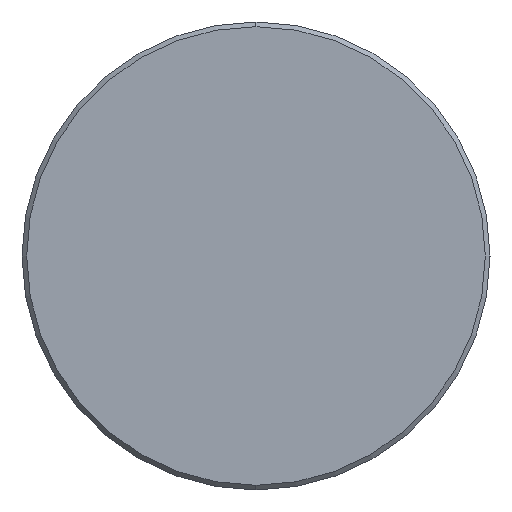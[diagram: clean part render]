
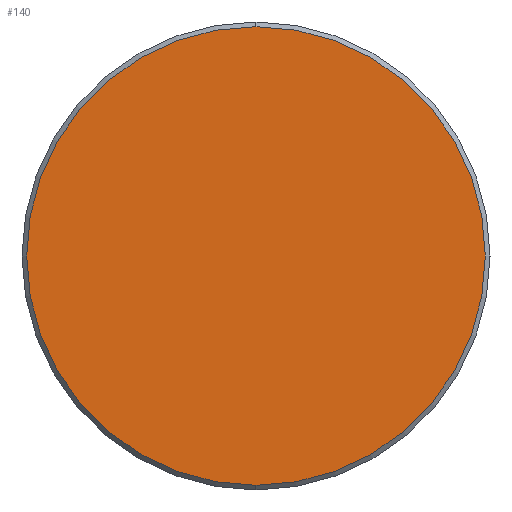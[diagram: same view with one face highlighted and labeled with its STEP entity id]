
A CAD part, left-side view. The second image highlights one B-rep face of the part: STEP entity #140.
In plain terms, the highlighted planar face has unit normal (-1, 0, 0).
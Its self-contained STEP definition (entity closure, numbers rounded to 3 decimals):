
#16 = ORIENTED_EDGE ( 'NONE', *, *, #203, .T. ) ;
#37 = DIRECTION ( 'NONE',  ( -1., 0., 0. ) ) ;
#65 = CARTESIAN_POINT ( 'NONE',  ( 0., 14.7, 0. ) ) ;
#96 = EDGE_LOOP ( 'NONE', ( #250, #16 ) ) ;
#111 = DIRECTION ( 'NONE',  ( 0., 0., 1. ) ) ;
#124 = AXIS2_PLACEMENT_3D ( 'NONE', #297, #340, #197 ) ;
#140 = ADVANCED_FACE ( 'NONE', ( #223 ), #247, .F. ) ;
#166 = CIRCLE ( 'NONE', #266, 14.7 ) ;
#179 = DIRECTION ( 'NONE',  ( 1., 0., 0. ) ) ;
#191 = CARTESIAN_POINT ( 'NONE',  ( 0., 0., 14.7 ) ) ;
#197 = DIRECTION ( 'NONE',  ( 0., 0., 1. ) ) ;
#203 = EDGE_CURVE ( 'NONE', #240, #320, #166, .T. ) ;
#217 = DIRECTION ( 'NONE',  ( 0., 0., -1. ) ) ;
#223 = FACE_OUTER_BOUND ( 'NONE', #96, .T. ) ;
#233 = AXIS2_PLACEMENT_3D ( 'NONE', #65, #179, #217 ) ;
#240 = VERTEX_POINT ( 'NONE', #191 ) ;
#247 = PLANE ( 'NONE',  #233 ) ;
#250 = ORIENTED_EDGE ( 'NONE', *, *, #327, .T. ) ;
#266 = AXIS2_PLACEMENT_3D ( 'NONE', #335, #37, #111 ) ;
#297 = CARTESIAN_POINT ( 'NONE',  ( 0., 0., 0. ) ) ;
#320 = VERTEX_POINT ( 'NONE', #378 ) ;
#327 = EDGE_CURVE ( 'NONE', #320, #240, #373, .T. ) ;
#335 = CARTESIAN_POINT ( 'NONE',  ( 0., 0., 0. ) ) ;
#340 = DIRECTION ( 'NONE',  ( -1., 0., 0. ) ) ;
#373 = CIRCLE ( 'NONE', #124, 14.7 ) ;
#378 = CARTESIAN_POINT ( 'NONE',  ( 0., 0., -14.7 ) ) ;
